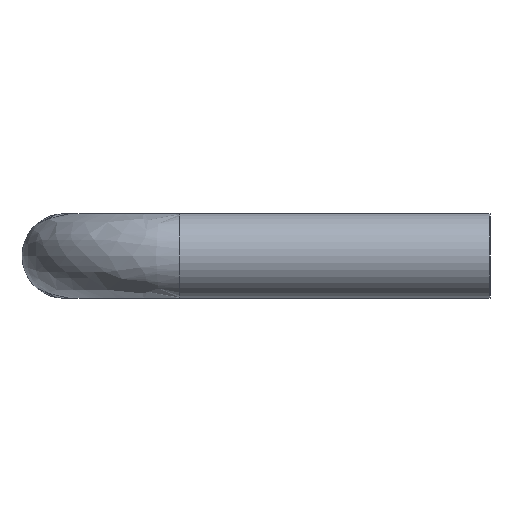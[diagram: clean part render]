
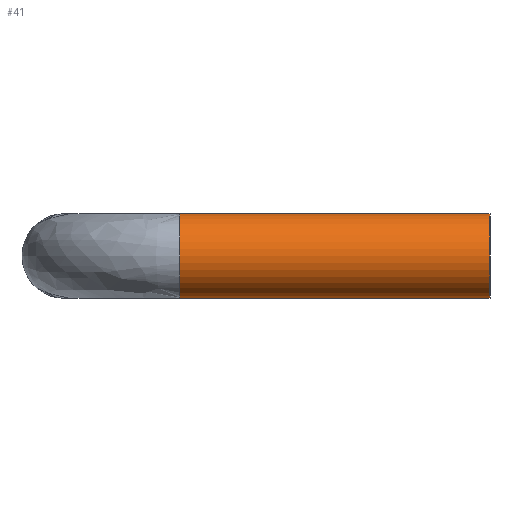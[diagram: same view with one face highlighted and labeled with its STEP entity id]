
A CAD part, left-side view. The second image highlights one B-rep face of the part: STEP entity #41.
In plain terms, the highlighted cylindrical face has radius 2.325 mm (diameter 4.65 mm), a full revolution.
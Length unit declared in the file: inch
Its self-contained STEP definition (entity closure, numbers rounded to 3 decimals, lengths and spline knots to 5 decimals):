
#4 = ORIENTED_EDGE ( 'NONE', *, *, #97, .F. ) ;
#7 = CARTESIAN_POINT ( 'NONE',  ( 0., 0.67126, 0. ) ) ;
#24 = AXIS2_PLACEMENT_3D ( 'NONE', #203, #278, #311 ) ;
#28 = VERTEX_POINT ( 'NONE', #307 ) ;
#41 = ADVANCED_FACE ( 'NONE', ( #273, #55 ), #82, .T. ) ;
#55 = FACE_OUTER_BOUND ( 'NONE', #73, .T. ) ;
#68 = CARTESIAN_POINT ( 'NONE',  ( 0., 0., 0. ) ) ;
#73 = EDGE_LOOP ( 'NONE', ( #4 ) ) ;
#82 = CYLINDRICAL_SURFACE ( 'NONE', #24, 0.09154 ) ;
#85 = AXIS2_PLACEMENT_3D ( 'NONE', #7, #155, #227 ) ;
#97 = EDGE_CURVE ( 'NONE', #299, #299, #308, .T. ) ;
#105 = EDGE_LOOP ( 'NONE', ( #195 ) ) ;
#114 = CIRCLE ( 'NONE', #154, 0.09154 ) ;
#140 = DIRECTION ( 'NONE',  ( 0., 1., 0. ) ) ;
#154 = AXIS2_PLACEMENT_3D ( 'NONE', #68, #140, #192 ) ;
#155 = DIRECTION ( 'NONE',  ( 0., 1., 0. ) ) ;
#192 = DIRECTION ( 'NONE',  ( 0., 0., 1. ) ) ;
#195 = ORIENTED_EDGE ( 'NONE', *, *, #275, .T. ) ;
#203 = CARTESIAN_POINT ( 'NONE',  ( 0., 0., 0. ) ) ;
#227 = DIRECTION ( 'NONE',  ( -1., 0., 0. ) ) ;
#273 = FACE_OUTER_BOUND ( 'NONE', #105, .T. ) ;
#275 = EDGE_CURVE ( 'NONE', #28, #28, #114, .T. ) ;
#277 = CARTESIAN_POINT ( 'NONE',  ( -0.09154, 0.67126, 0. ) ) ;
#278 = DIRECTION ( 'NONE',  ( 0., 1., 0. ) ) ;
#299 = VERTEX_POINT ( 'NONE', #277 ) ;
#307 = CARTESIAN_POINT ( 'NONE',  ( 0., 0., 0.09154 ) ) ;
#308 = CIRCLE ( 'NONE', #85, 0.09154 ) ;
#311 = DIRECTION ( 'NONE',  ( 0., 0., 1. ) ) ;
